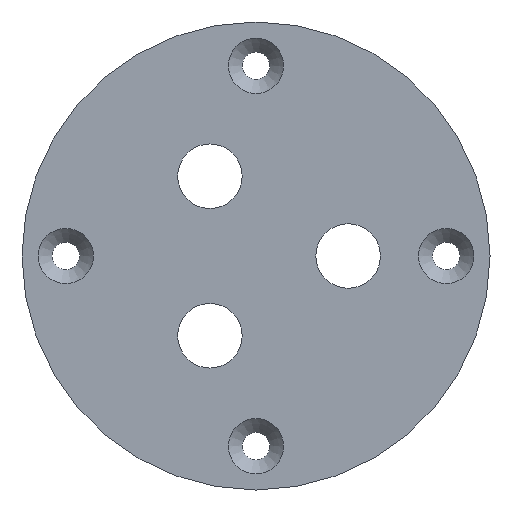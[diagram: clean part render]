
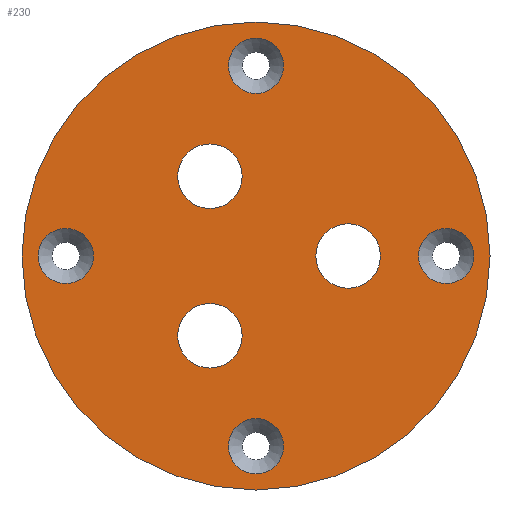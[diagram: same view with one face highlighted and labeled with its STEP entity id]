
A CAD part, front view. The second image highlights one B-rep face of the part: STEP entity #230.
In plain terms, the highlighted planar face has unit normal (0, -1, 0).
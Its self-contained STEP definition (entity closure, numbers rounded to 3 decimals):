
#14=PLANE('',#284);
#42=FACE_BOUND('',#95,.T.);
#43=FACE_BOUND('',#96,.T.);
#44=FACE_BOUND('',#97,.T.);
#45=FACE_BOUND('',#98,.T.);
#46=FACE_BOUND('',#99,.T.);
#47=FACE_BOUND('',#100,.T.);
#48=FACE_BOUND('',#101,.T.);
#68=FACE_OUTER_BOUND('',#94,.T.);
#94=EDGE_LOOP('',(#194));
#95=EDGE_LOOP('',(#195));
#96=EDGE_LOOP('',(#196));
#97=EDGE_LOOP('',(#197));
#98=EDGE_LOOP('',(#198));
#99=EDGE_LOOP('',(#199));
#100=EDGE_LOOP('',(#200));
#101=EDGE_LOOP('',(#201));
#111=CIRCLE('',#254,3.5);
#113=CIRCLE('',#257,3.5);
#115=CIRCLE('',#260,3.5);
#116=CIRCLE('',#262,3.);
#119=CIRCLE('',#267,3.);
#122=CIRCLE('',#272,3.);
#125=CIRCLE('',#277,3.);
#129=CIRCLE('',#283,25.4);
#131=VERTEX_POINT('',#360);
#133=VERTEX_POINT('',#365);
#135=VERTEX_POINT('',#370);
#136=VERTEX_POINT('',#373);
#139=VERTEX_POINT('',#381);
#142=VERTEX_POINT('',#389);
#145=VERTEX_POINT('',#397);
#149=VERTEX_POINT('',#407);
#151=EDGE_CURVE('',#131,#131,#111,.T.);
#153=EDGE_CURVE('',#133,#133,#113,.T.);
#155=EDGE_CURVE('',#135,#135,#115,.T.);
#156=EDGE_CURVE('',#136,#136,#116,.T.);
#159=EDGE_CURVE('',#139,#139,#119,.T.);
#162=EDGE_CURVE('',#142,#142,#122,.T.);
#165=EDGE_CURVE('',#145,#145,#125,.T.);
#169=EDGE_CURVE('',#149,#149,#129,.T.);
#194=ORIENTED_EDGE('',*,*,#169,.T.);
#195=ORIENTED_EDGE('',*,*,#151,.T.);
#196=ORIENTED_EDGE('',*,*,#153,.T.);
#197=ORIENTED_EDGE('',*,*,#155,.T.);
#198=ORIENTED_EDGE('',*,*,#156,.T.);
#199=ORIENTED_EDGE('',*,*,#159,.T.);
#200=ORIENTED_EDGE('',*,*,#162,.T.);
#201=ORIENTED_EDGE('',*,*,#165,.T.);
#230=ADVANCED_FACE('',(#68,#42,#43,#44,#45,#46,#47,#48),#14,.F.);
#254=AXIS2_PLACEMENT_3D('',#361,#292,#293);
#257=AXIS2_PLACEMENT_3D('',#366,#298,#299);
#260=AXIS2_PLACEMENT_3D('',#371,#304,#305);
#262=AXIS2_PLACEMENT_3D('',#374,#308,#309);
#267=AXIS2_PLACEMENT_3D('',#382,#318,#319);
#272=AXIS2_PLACEMENT_3D('',#390,#328,#329);
#277=AXIS2_PLACEMENT_3D('',#398,#338,#339);
#283=AXIS2_PLACEMENT_3D('',#408,#350,#351);
#284=AXIS2_PLACEMENT_3D('',#409,#352,#353);
#292=DIRECTION('center_axis',(0.,1.,0.));
#293=DIRECTION('ref_axis',(1.,0.,0.));
#298=DIRECTION('center_axis',(0.,1.,0.));
#299=DIRECTION('ref_axis',(1.,0.,0.));
#304=DIRECTION('center_axis',(0.,1.,0.));
#305=DIRECTION('ref_axis',(1.,0.,0.));
#308=DIRECTION('center_axis',(0.,1.,0.));
#309=DIRECTION('ref_axis',(1.,0.,0.));
#318=DIRECTION('center_axis',(0.,1.,0.));
#319=DIRECTION('ref_axis',(1.,0.,0.));
#328=DIRECTION('center_axis',(0.,1.,0.));
#329=DIRECTION('ref_axis',(1.,0.,0.));
#338=DIRECTION('center_axis',(0.,1.,0.));
#339=DIRECTION('ref_axis',(1.,0.,0.));
#350=DIRECTION('center_axis',(0.,-1.,0.));
#351=DIRECTION('ref_axis',(1.,0.,0.));
#352=DIRECTION('center_axis',(0.,1.,0.));
#353=DIRECTION('ref_axis',(0.,0.,1.));
#360=CARTESIAN_POINT('',(13.5,0.,0.));
#361=CARTESIAN_POINT('Origin',(10.,0.,0.));
#365=CARTESIAN_POINT('',(-1.5,0.,8.66));
#366=CARTESIAN_POINT('Origin',(-5.,0.,8.66));
#370=CARTESIAN_POINT('',(-1.5,0.,-8.66));
#371=CARTESIAN_POINT('Origin',(-5.,0.,-8.66));
#373=CARTESIAN_POINT('',(23.648,0.,0.));
#374=CARTESIAN_POINT('Origin',(20.648,0.,0.));
#381=CARTESIAN_POINT('',(-17.648,0.,0.));
#382=CARTESIAN_POINT('Origin',(-20.648,0.,0.));
#389=CARTESIAN_POINT('',(3.,0.,20.648));
#390=CARTESIAN_POINT('Origin',(0.,0.,20.648));
#397=CARTESIAN_POINT('',(3.,0.,-20.648));
#398=CARTESIAN_POINT('Origin',(0.,0.,-20.648));
#407=CARTESIAN_POINT('',(-25.4,0.,0.));
#408=CARTESIAN_POINT('Origin',(0.,0.,0.));
#409=CARTESIAN_POINT('Origin',(0.,0.,0.));
